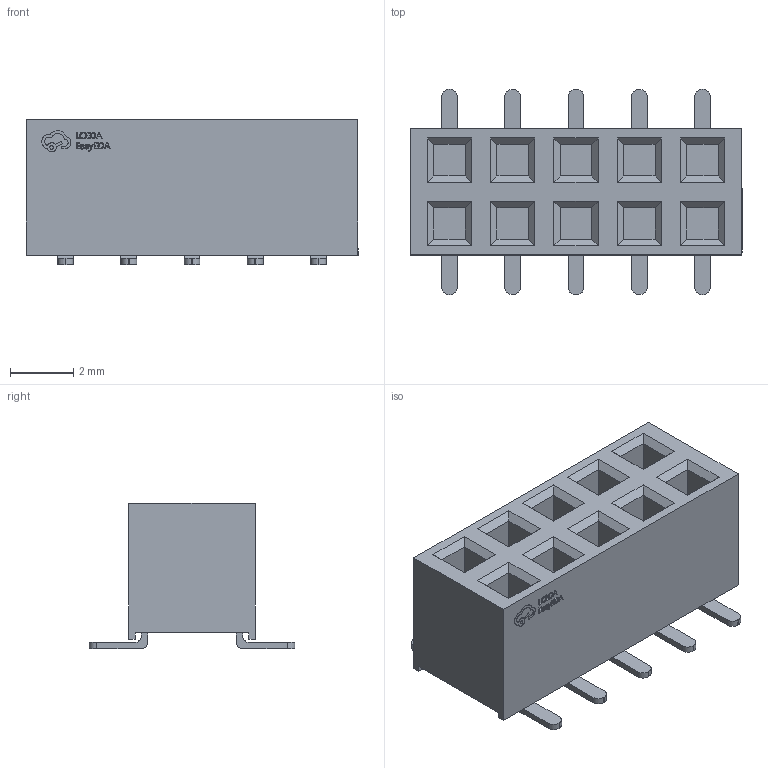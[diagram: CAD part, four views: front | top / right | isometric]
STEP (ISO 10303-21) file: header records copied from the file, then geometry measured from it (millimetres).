
FILE_DESCRIPTION (( 'STEP AP214' ), '1' );
FILE_NAME ('HDR-SMD_10P-P2.00-F-LS-2X5P_R1.step', '2022-07-02T10:11:05', ( '' ), ( '' ), 'SwSTEP 2.0', 'SolidWorks 2020', '' );
FILE_SCHEMA (( 'AUTOMOTIVE_DESIGN' ));
Length unit declared in the file: millimetre
Products named in the file (1): HDR-SMD_10P-P2.00-F-LS-2X5P_R1
Bounding box: 10.5 x 6.5 x 4.6 mm (x, y, z)
Volume: 144.2 mm3; surface area: 357.5 mm2
Topology: 1 solids, 1 shells, 494 faces, 1298 edges, 852 vertices
Faces by surface type: plane 340, bspline 114, cylinder 40
Entity records: 21242 total; most frequent: CARTESIAN_POINT 5007, ORIENTED_EDGE 2596, DIRECTION 1908, EDGE_CURVE 1298, VECTOR 986, LINE 986, VERTEX_POINT 852, EDGE_LOOP 540
